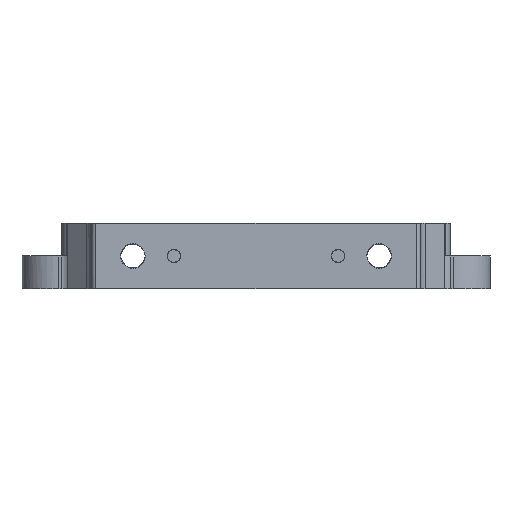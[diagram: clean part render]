
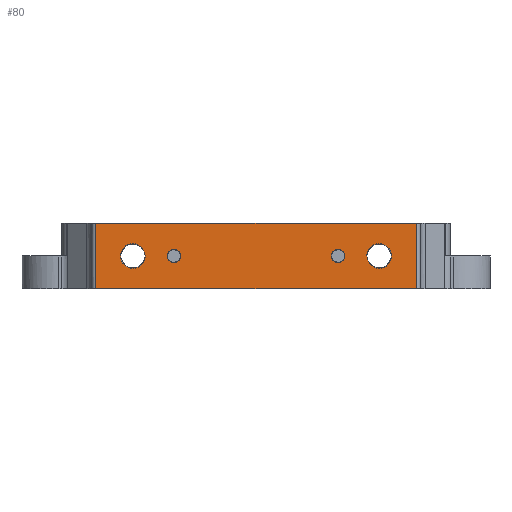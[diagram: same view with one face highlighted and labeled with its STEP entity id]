
A CAD part, front view. The second image highlights one B-rep face of the part: STEP entity #80.
In plain terms, the highlighted planar face has unit normal (0, -1, 0).
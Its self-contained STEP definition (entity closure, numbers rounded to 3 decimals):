
#23=FACE_BOUND('',#381,.T.);
#24=FACE_BOUND('',#382,.T.);
#25=FACE_BOUND('',#383,.T.);
#26=FACE_BOUND('',#384,.T.);
#80=ADVANCED_FACE('',(#226,#23,#24,#25,#26),#2490,.T.);
#226=FACE_OUTER_BOUND('',#380,.T.);
#380=EDGE_LOOP('',(#674,#675,#676,#677));
#381=EDGE_LOOP('',(#678,#679));
#382=EDGE_LOOP('',(#680,#681));
#383=EDGE_LOOP('',(#682,#683));
#384=EDGE_LOOP('',(#684,#685));
#674=ORIENTED_EDGE('',*,*,#1466,.F.);
#675=ORIENTED_EDGE('',*,*,#1467,.T.);
#676=ORIENTED_EDGE('',*,*,#1463,.F.);
#677=ORIENTED_EDGE('',*,*,#1468,.F.);
#678=ORIENTED_EDGE('',*,*,#1790,.F.);
#679=ORIENTED_EDGE('',*,*,#1714,.F.);
#680=ORIENTED_EDGE('',*,*,#1781,.F.);
#681=ORIENTED_EDGE('',*,*,#1712,.F.);
#682=ORIENTED_EDGE('',*,*,#1702,.T.);
#683=ORIENTED_EDGE('',*,*,#1756,.T.);
#684=ORIENTED_EDGE('',*,*,#1700,.T.);
#685=ORIENTED_EDGE('',*,*,#1752,.T.);
#1463=EDGE_CURVE('',#2313,#2314,#1830,.T.);
#1466=EDGE_CURVE('',#2316,#2315,#2089,.T.);
#1467=EDGE_CURVE('',#2316,#2314,#2090,.T.);
#1468=EDGE_CURVE('',#2315,#2313,#2091,.T.);
#1700=EDGE_CURVE('',#2320,#2454,#1947,.T.);
#1702=EDGE_CURVE('',#2319,#2456,#1949,.T.);
#1712=EDGE_CURVE('',#2318,#2469,#1959,.T.);
#1714=EDGE_CURVE('',#2317,#2475,#1961,.T.);
#1752=EDGE_CURVE('',#2454,#2320,#1997,.T.);
#1756=EDGE_CURVE('',#2456,#2319,#2001,.T.);
#1781=EDGE_CURVE('',#2469,#2318,#2022,.T.);
#1790=EDGE_CURVE('',#2475,#2317,#2029,.T.);
#1830=(
BOUNDED_CURVE()
B_SPLINE_CURVE(1,(#4245,#4246),.UNSPECIFIED.,.F.,.F.)
B_SPLINE_CURVE_WITH_KNOTS((2,2),(-8.,8.),.UNSPECIFIED.)
CURVE()
GEOMETRIC_REPRESENTATION_ITEM()
RATIONAL_B_SPLINE_CURVE((1.,1.))
REPRESENTATION_ITEM('')
);
#1947=(
BOUNDED_CURVE()
B_SPLINE_CURVE(2,(#5330,#5331,#5332,#5333,#5334),.UNSPECIFIED.,.F.,.F.)
B_SPLINE_CURVE_WITH_KNOTS((3,2,3),(3.142,4.712,6.283),
 .UNSPECIFIED.)
CURVE()
GEOMETRIC_REPRESENTATION_ITEM()
RATIONAL_B_SPLINE_CURVE((1.,0.707,1.,0.707,1.))
REPRESENTATION_ITEM('')
);
#1949=(
BOUNDED_CURVE()
B_SPLINE_CURVE(2,(#5340,#5341,#5342,#5343,#5344),.UNSPECIFIED.,.F.,.F.)
B_SPLINE_CURVE_WITH_KNOTS((3,2,3),(3.142,4.712,6.283),
 .UNSPECIFIED.)
CURVE()
GEOMETRIC_REPRESENTATION_ITEM()
RATIONAL_B_SPLINE_CURVE((1.,0.707,1.,0.707,1.))
REPRESENTATION_ITEM('')
);
#1959=(
BOUNDED_CURVE()
B_SPLINE_CURVE(2,(#5390,#5391,#5392,#5393,#5394),.UNSPECIFIED.,.F.,.F.)
B_SPLINE_CURVE_WITH_KNOTS((3,2,3),(-3.142,-1.571,0.),
 .UNSPECIFIED.)
CURVE()
GEOMETRIC_REPRESENTATION_ITEM()
RATIONAL_B_SPLINE_CURVE((1.,0.707,1.,0.707,1.))
REPRESENTATION_ITEM('')
);
#1961=(
BOUNDED_CURVE()
B_SPLINE_CURVE(2,(#5400,#5401,#5402,#5403,#5404),.UNSPECIFIED.,.F.,.F.)
B_SPLINE_CURVE_WITH_KNOTS((3,2,3),(-3.142,-1.571,0.),
 .UNSPECIFIED.)
CURVE()
GEOMETRIC_REPRESENTATION_ITEM()
RATIONAL_B_SPLINE_CURVE((1.,0.707,1.,0.707,1.))
REPRESENTATION_ITEM('')
);
#1997=(
BOUNDED_CURVE()
B_SPLINE_CURVE(2,(#5538,#5539,#5540,#5541,#5542),.UNSPECIFIED.,.F.,.F.)
B_SPLINE_CURVE_WITH_KNOTS((3,2,3),(6.283,7.854,9.425),
 .UNSPECIFIED.)
CURVE()
GEOMETRIC_REPRESENTATION_ITEM()
RATIONAL_B_SPLINE_CURVE((1.,0.707,1.,0.707,1.))
REPRESENTATION_ITEM('')
);
#2001=(
BOUNDED_CURVE()
B_SPLINE_CURVE(2,(#5552,#5553,#5554,#5555,#5556),.UNSPECIFIED.,.F.,.F.)
B_SPLINE_CURVE_WITH_KNOTS((3,2,3),(6.283,7.854,9.425),
 .UNSPECIFIED.)
CURVE()
GEOMETRIC_REPRESENTATION_ITEM()
RATIONAL_B_SPLINE_CURVE((1.,0.707,1.,0.707,1.))
REPRESENTATION_ITEM('')
);
#2022=(
BOUNDED_CURVE()
B_SPLINE_CURVE(2,(#5650,#5651,#5652,#5653,#5654),.UNSPECIFIED.,.F.,.F.)
B_SPLINE_CURVE_WITH_KNOTS((3,2,3),(0.,1.571,3.142),
 .UNSPECIFIED.)
CURVE()
GEOMETRIC_REPRESENTATION_ITEM()
RATIONAL_B_SPLINE_CURVE((1.,0.707,1.,0.707,1.))
REPRESENTATION_ITEM('')
);
#2029=(
BOUNDED_CURVE()
B_SPLINE_CURVE(2,(#5687,#5688,#5689,#5690,#5691),.UNSPECIFIED.,.F.,.F.)
B_SPLINE_CURVE_WITH_KNOTS((3,2,3),(0.,1.571,3.142),
 .UNSPECIFIED.)
CURVE()
GEOMETRIC_REPRESENTATION_ITEM()
RATIONAL_B_SPLINE_CURVE((1.,0.707,1.,0.707,1.))
REPRESENTATION_ITEM('')
);
#2089=B_SPLINE_CURVE_WITH_KNOTS('',1,(#4253,#4254),.UNSPECIFIED.,.F.,.F.,
(2,2),(-0.8,0.8),.UNSPECIFIED.);
#2090=B_SPLINE_CURVE_WITH_KNOTS('',1,(#4255,#4256),.UNSPECIFIED.,.F.,.F.,
(2,2),(1.1,8.9),.UNSPECIFIED.);
#2091=B_SPLINE_CURVE_WITH_KNOTS('',1,(#4257,#4258),.UNSPECIFIED.,.F.,.F.,
(2,2),(1.1,8.9),.UNSPECIFIED.);
#2313=VERTEX_POINT('',#3827);
#2314=VERTEX_POINT('',#3828);
#2315=VERTEX_POINT('',#3829);
#2316=VERTEX_POINT('',#3830);
#2317=VERTEX_POINT('',#3831);
#2318=VERTEX_POINT('',#3832);
#2319=VERTEX_POINT('',#3833);
#2320=VERTEX_POINT('',#3834);
#2454=VERTEX_POINT('',#3968);
#2456=VERTEX_POINT('',#3970);
#2469=VERTEX_POINT('',#3983);
#2475=VERTEX_POINT('',#3989);
#2490=PLANE('',#2656);
#2656=AXIS2_PLACEMENT_3D('',#2862,#2697,$);
#2697=DIRECTION('',(0.,-1.,0.));
#2862=CARTESIAN_POINT('',(-39.019,-37.5,-0.01));
#3827=CARTESIAN_POINT('',(38.991,-37.5,16.));
#3828=CARTESIAN_POINT('',(38.991,-37.5,0.));
#3829=CARTESIAN_POINT('',(-39.009,-37.5,16.));
#3830=CARTESIAN_POINT('',(-39.009,-37.5,0.));
#3831=CARTESIAN_POINT('',(-33.009,-37.5,8.));
#3832=CARTESIAN_POINT('',(26.991,-37.5,8.));
#3833=CARTESIAN_POINT('',(18.37,-37.5,8.));
#3834=CARTESIAN_POINT('',(-21.63,-37.5,8.));
#3968=CARTESIAN_POINT('',(-18.388,-37.5,8.));
#3970=CARTESIAN_POINT('',(21.612,-37.5,8.));
#3983=CARTESIAN_POINT('',(32.991,-37.5,8.));
#3989=CARTESIAN_POINT('',(-27.009,-37.5,8.));
#4245=CARTESIAN_POINT('',(38.991,-37.5,16.));
#4246=CARTESIAN_POINT('',(38.991,-37.5,0.));
#4253=CARTESIAN_POINT('',(-39.009,-37.5,0.));
#4254=CARTESIAN_POINT('',(-39.009,-37.5,16.));
#4255=CARTESIAN_POINT('',(-39.009,-37.5,0.));
#4256=CARTESIAN_POINT('',(38.991,-37.5,0.));
#4257=CARTESIAN_POINT('',(-39.009,-37.5,16.));
#4258=CARTESIAN_POINT('',(38.991,-37.5,16.));
#5330=CARTESIAN_POINT('',(-21.63,-37.5,8.));
#5331=CARTESIAN_POINT('',(-21.63,-37.5,9.621));
#5332=CARTESIAN_POINT('',(-20.009,-37.5,9.621));
#5333=CARTESIAN_POINT('',(-18.388,-37.5,9.621));
#5334=CARTESIAN_POINT('',(-18.388,-37.5,8.));
#5340=CARTESIAN_POINT('',(18.37,-37.5,8.));
#5341=CARTESIAN_POINT('',(18.37,-37.5,9.621));
#5342=CARTESIAN_POINT('',(19.991,-37.5,9.621));
#5343=CARTESIAN_POINT('',(21.612,-37.5,9.621));
#5344=CARTESIAN_POINT('',(21.612,-37.5,8.));
#5390=CARTESIAN_POINT('',(26.991,-37.5,8.));
#5391=CARTESIAN_POINT('',(26.991,-37.5,5.));
#5392=CARTESIAN_POINT('',(29.991,-37.5,5.));
#5393=CARTESIAN_POINT('',(32.991,-37.5,5.));
#5394=CARTESIAN_POINT('',(32.991,-37.5,8.));
#5400=CARTESIAN_POINT('',(-33.009,-37.5,8.));
#5401=CARTESIAN_POINT('',(-33.009,-37.5,5.));
#5402=CARTESIAN_POINT('',(-30.009,-37.5,5.));
#5403=CARTESIAN_POINT('',(-27.009,-37.5,5.));
#5404=CARTESIAN_POINT('',(-27.009,-37.5,8.));
#5538=CARTESIAN_POINT('',(-18.388,-37.5,8.));
#5539=CARTESIAN_POINT('',(-18.388,-37.5,6.379));
#5540=CARTESIAN_POINT('',(-20.009,-37.5,6.379));
#5541=CARTESIAN_POINT('',(-21.63,-37.5,6.379));
#5542=CARTESIAN_POINT('',(-21.63,-37.5,8.));
#5552=CARTESIAN_POINT('',(21.612,-37.5,8.));
#5553=CARTESIAN_POINT('',(21.612,-37.5,6.379));
#5554=CARTESIAN_POINT('',(19.991,-37.5,6.379));
#5555=CARTESIAN_POINT('',(18.37,-37.5,6.379));
#5556=CARTESIAN_POINT('',(18.37,-37.5,8.));
#5650=CARTESIAN_POINT('',(32.991,-37.5,8.));
#5651=CARTESIAN_POINT('',(32.991,-37.5,11.));
#5652=CARTESIAN_POINT('',(29.991,-37.5,11.));
#5653=CARTESIAN_POINT('',(26.991,-37.5,11.));
#5654=CARTESIAN_POINT('',(26.991,-37.5,8.));
#5687=CARTESIAN_POINT('',(-27.009,-37.5,8.));
#5688=CARTESIAN_POINT('',(-27.009,-37.5,11.));
#5689=CARTESIAN_POINT('',(-30.009,-37.5,11.));
#5690=CARTESIAN_POINT('',(-33.009,-37.5,11.));
#5691=CARTESIAN_POINT('',(-33.009,-37.5,8.));
